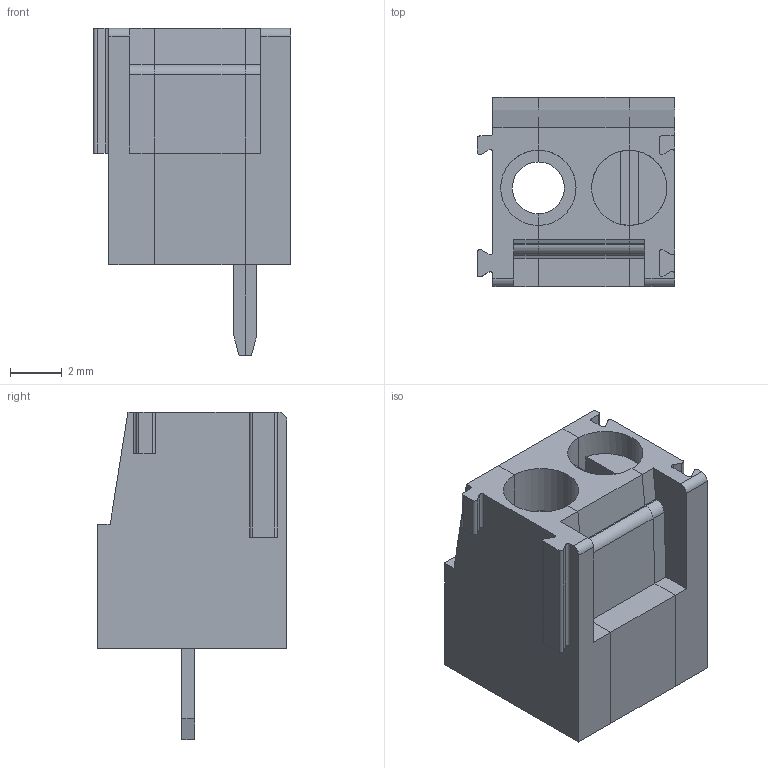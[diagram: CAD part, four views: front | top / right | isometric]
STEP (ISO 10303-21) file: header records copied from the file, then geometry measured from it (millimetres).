
FILE_DESCRIPTION( ( 'Unknown' ), '1' );
FILE_NAME( '691214210001.stp', 'Unknown', ( 'Unknown' ), ( 'Unknown' ), 'PSStep 18.0.17', 'Unknown', ' ' );
FILE_SCHEMA( ( 'AUTOMOTIVE_DESIGN { 1 0 10303 214 1 1 1 1 }' ) );
Length unit declared in the file: millimetre
Products named in the file (4): Assem1; 6912142100xx_SX; 6912142100xx_CNT1; 6912142100xx_DX1
Assembly tree (3 placements, depth 2):
  Assem1
    6912142100xx_SX
    6912142100xx_CNT1
    6912142100xx_DX1
Bounding box: 7.6 x 7.3 x 12.6 mm (x, y, z)
Volume: 277.1 mm3; surface area: 678.6 mm2
Topology: 3 solids, 3 shells, 169 faces, 481 edges, 318 vertices
Faces by surface type: plane 142, cylinder 27
Entity records: 6851 total; most frequent: CARTESIAN_POINT 972, ORIENTED_EDGE 962, DIRECTION 885, EDGE_CURVE 481, LINE 423, VECTOR 423, VERTEX_POINT 318, AXIS2_PLACEMENT_3D 231
